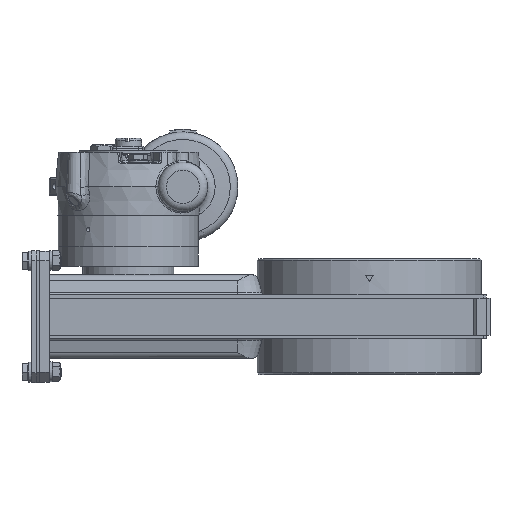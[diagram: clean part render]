
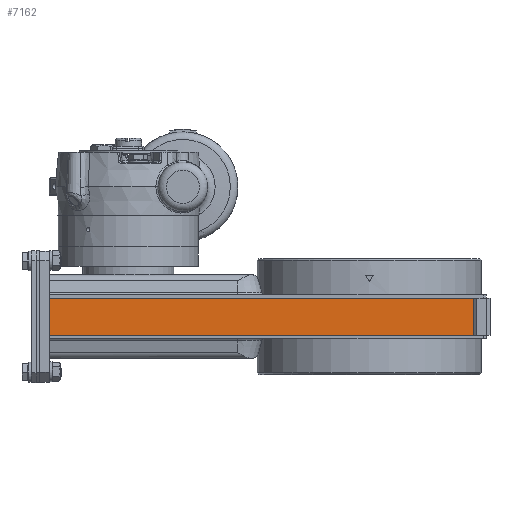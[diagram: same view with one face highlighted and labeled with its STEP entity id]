
A CAD part, left-side view. The second image highlights one B-rep face of the part: STEP entity #7162.
In plain terms, the highlighted planar face has unit normal (-1, 0, 0).
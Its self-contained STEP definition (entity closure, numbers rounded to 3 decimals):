
#3587=LINE('',#27846,#4491);
#3588=LINE('',#27848,#4492);
#3589=LINE('',#27850,#4493);
#3590=LINE('',#27852,#4494);
#4491=VECTOR('',#23133,1.);
#4492=VECTOR('',#23136,1.);
#4493=VECTOR('',#23137,1.);
#4494=VECTOR('',#23138,1.);
#5429=FACE_OUTER_BOUND('',#10074,.T.);
#7162=ADVANCED_FACE('',(#5429),#8244,.T.);
#8244=PLANE('',#21200);
#10074=EDGE_LOOP('',(#11592,#11593,#11594,#11595));
#11592=ORIENTED_EDGE('',*,*,#17982,.F.);
#11593=ORIENTED_EDGE('',*,*,#17981,.F.);
#11594=ORIENTED_EDGE('',*,*,#17983,.T.);
#11595=ORIENTED_EDGE('',*,*,#17984,.T.);
#16337=VERTEX_POINT('',#27843);
#16338=VERTEX_POINT('',#27845);
#16339=VERTEX_POINT('',#27849);
#16340=VERTEX_POINT('',#27851);
#17981=EDGE_CURVE('',#16338,#16337,#3587,.T.);
#17982=EDGE_CURVE('',#16337,#16339,#3588,.T.);
#17983=EDGE_CURVE('',#16338,#16340,#3589,.T.);
#17984=EDGE_CURVE('',#16340,#16339,#3590,.T.);
#21200=AXIS2_PLACEMENT_3D('',#27853,#23139,#23140);
#23133=DIRECTION('',(0.,0.,-1.));
#23136=DIRECTION('',(0.,1.,0.));
#23137=DIRECTION('',(0.,1.,0.));
#23138=DIRECTION('',(0.,0.,-1.));
#23139=DIRECTION('',(-1.,0.,0.));
#23140=DIRECTION('',(0.,-1.,0.));
#27843=CARTESIAN_POINT('',(0.,0.,0.));
#27845=CARTESIAN_POINT('',(0.,0.,257.));
#27846=CARTESIAN_POINT('',(0.,0.,257.));
#27848=CARTESIAN_POINT('',(0.,0.,0.));
#27849=CARTESIAN_POINT('',(0.,22.45,0.));
#27850=CARTESIAN_POINT('',(0.,0.,257.));
#27851=CARTESIAN_POINT('',(0.,22.45,257.));
#27852=CARTESIAN_POINT('',(0.,22.45,257.));
#27853=CARTESIAN_POINT('',(0.,0.,257.));
